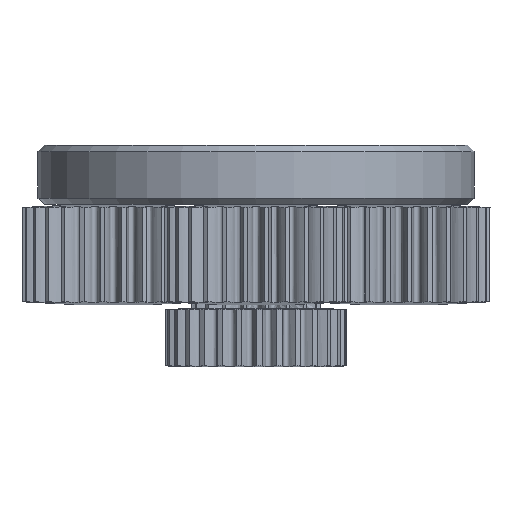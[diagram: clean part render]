
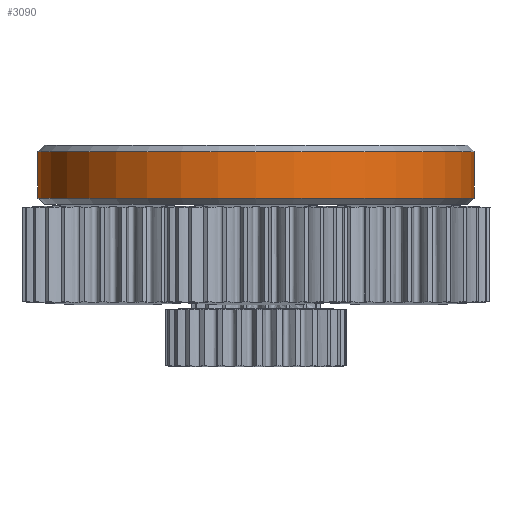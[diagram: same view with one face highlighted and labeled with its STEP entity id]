
A CAD part, front view. The second image highlights one B-rep face of the part: STEP entity #3090.
In plain terms, the highlighted cylindrical face has radius 17.35 mm (diameter 34.7 mm), a partial arc.
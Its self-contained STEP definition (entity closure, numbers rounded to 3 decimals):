
#61 = ORIENTED_EDGE ( 'NONE', *, *, #7222, .T. ) ;
#2003 = CYLINDRICAL_SURFACE ( 'NONE', #16097, 17.35 ) ;
#2740 = FACE_OUTER_BOUND ( 'NONE', #26314, .T. ) ;
#3040 = LINE ( 'NONE', #9202, #14825 ) ;
#3090 = ADVANCED_FACE ( 'NONE', ( #2740 ), #2003, .T. ) ;
#3707 = VERTEX_POINT ( 'NONE', #15594 ) ;
#5335 = ORIENTED_EDGE ( 'NONE', *, *, #20229, .F. ) ;
#5758 = DIRECTION ( 'NONE',  ( 0., 0., -1. ) ) ;
#6313 = VERTEX_POINT ( 'NONE', #6652 ) ;
#6652 = CARTESIAN_POINT ( 'NONE',  ( 17.35, 0., 1.85 ) ) ;
#7222 = EDGE_CURVE ( 'NONE', #6313, #17808, #3040, .T. ) ;
#7569 = AXIS2_PLACEMENT_3D ( 'NONE', #19854, #5758, #22234 ) ;
#9202 = CARTESIAN_POINT ( 'NONE',  ( 17.35, 0., 2.35 ) ) ;
#9627 = LINE ( 'NONE', #10084, #15124 ) ;
#10084 = CARTESIAN_POINT ( 'NONE',  ( -17.35, 0., 2.35 ) ) ;
#12413 = DIRECTION ( 'NONE',  ( 0., 0., -1. ) ) ;
#13700 = DIRECTION ( 'NONE',  ( 0., 0., 1. ) ) ;
#14050 = ORIENTED_EDGE ( 'NONE', *, *, #18075, .T. ) ;
#14825 = VECTOR ( 'NONE', #14921, 1000. ) ;
#14921 = DIRECTION ( 'NONE',  ( 0., 0., -1. ) ) ;
#15124 = VECTOR ( 'NONE', #12413, 1000. ) ;
#15594 = CARTESIAN_POINT ( 'NONE',  ( -17.35, 0., -1.85 ) ) ;
#16097 = AXIS2_PLACEMENT_3D ( 'NONE', #28085, #16309, #23333 ) ;
#16309 = DIRECTION ( 'NONE',  ( 0., 0., -1. ) ) ;
#17759 = EDGE_CURVE ( 'NONE', #17808, #3707, #28001, .T. ) ;
#17808 = VERTEX_POINT ( 'NONE', #20405 ) ;
#18075 = EDGE_CURVE ( 'NONE', #28238, #6313, #20237, .T. ) ;
#19854 = CARTESIAN_POINT ( 'NONE',  ( 0., 0., 1.85 ) ) ;
#20229 = EDGE_CURVE ( 'NONE', #28238, #3707, #9627, .T. ) ;
#20237 = CIRCLE ( 'NONE', #7569, 17.35 ) ;
#20405 = CARTESIAN_POINT ( 'NONE',  ( 17.35, 0., -1.85 ) ) ;
#22234 = DIRECTION ( 'NONE',  ( 1., 0., 0. ) ) ;
#23333 = DIRECTION ( 'NONE',  ( -1., 0., 0. ) ) ;
#26314 = EDGE_LOOP ( 'NONE', ( #14050, #61, #28054, #5335 ) ) ;
#27847 = CARTESIAN_POINT ( 'NONE',  ( 0., 0., -1.85 ) ) ;
#28001 = CIRCLE ( 'NONE', #28673, 17.35 ) ;
#28054 = ORIENTED_EDGE ( 'NONE', *, *, #17759, .T. ) ;
#28085 = CARTESIAN_POINT ( 'NONE',  ( 0., 0., 2.35 ) ) ;
#28106 = CARTESIAN_POINT ( 'NONE',  ( -17.35, 0., 1.85 ) ) ;
#28238 = VERTEX_POINT ( 'NONE', #28106 ) ;
#28673 = AXIS2_PLACEMENT_3D ( 'NONE', #27847, #13700, #30197 ) ;
#30197 = DIRECTION ( 'NONE',  ( 1., 0., 0. ) ) ;
